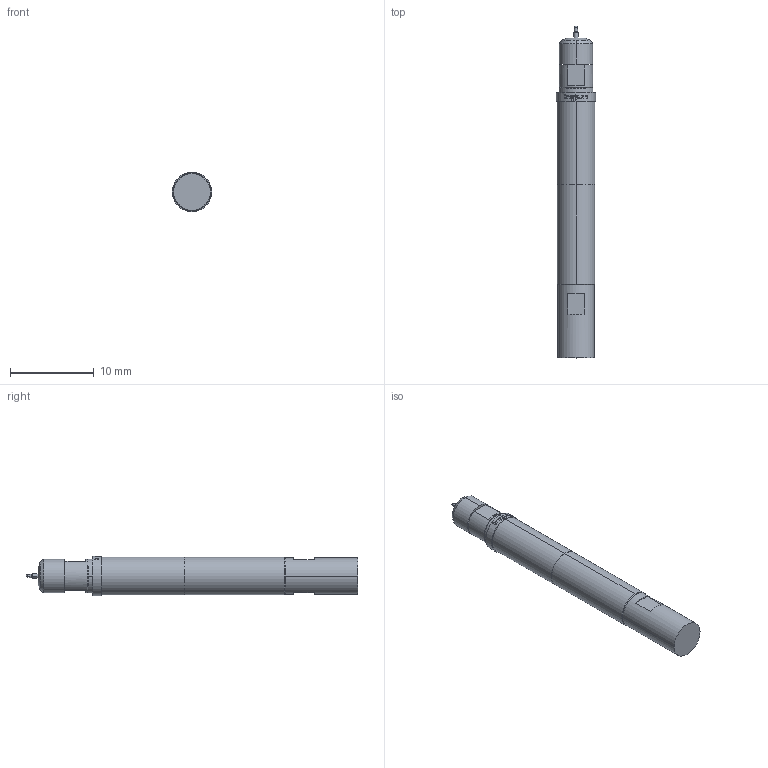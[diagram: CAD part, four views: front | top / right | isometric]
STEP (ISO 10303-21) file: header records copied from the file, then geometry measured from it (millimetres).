
FILE_DESCRIPTION (( 'STEP AP203' ), '1' );
FILE_NAME ('INGUN_HFS-865_313_040_A_xx43_MM1.STEP', '2022-05-05T07:39:44', ( 'ochi' ), ( '' ), 'SwSTEP 2.0', 'SolidWorks 2018', '' );
FILE_SCHEMA (( 'CONFIG_CONTROL_DESIGN' ));
Length unit declared in the file: millimetre
Products named in the file (1): INGUN_HFS-865_313_040_A_xx43_MM1
Bounding box: 4.7 x 39.7 x 4.7 mm (x, y, z)
Volume: 571.4 mm3; surface area: 572.8 mm2
Topology: 1 solids, 1 shells, 131 faces, 317 edges, 206 vertices
Faces by surface type: plane 48, bspline 37, cylinder 32, cone 12, torus 2
Entity records: 4860 total; most frequent: CARTESIAN_POINT 2128, ORIENTED_EDGE 634, DIRECTION 393, EDGE_CURVE 317, VERTEX_POINT 206, B_SPLINE_CURVE_WITH_KNOTS 188, AXIS2_PLACEMENT_3D 169, EDGE_LOOP 149
